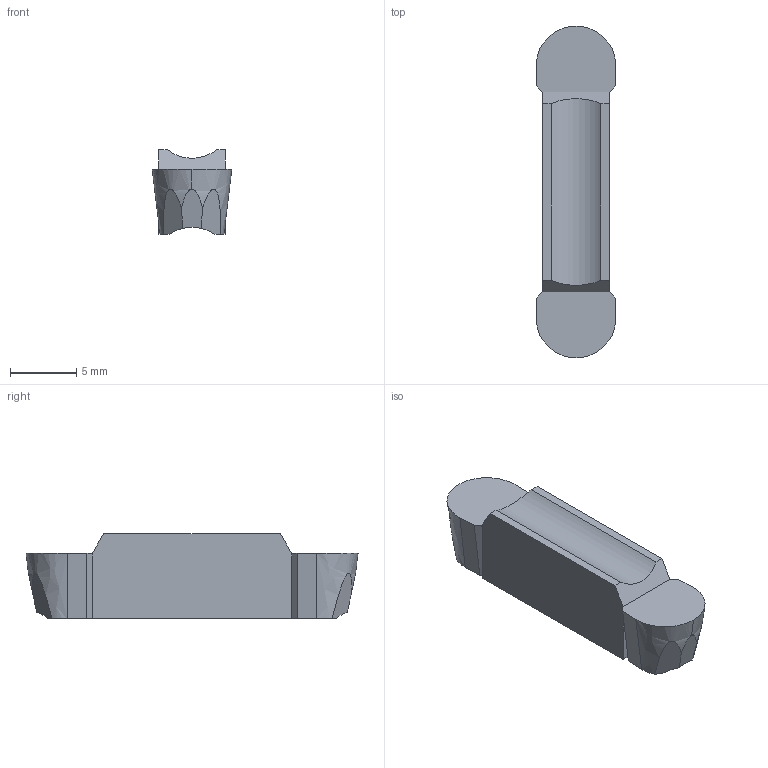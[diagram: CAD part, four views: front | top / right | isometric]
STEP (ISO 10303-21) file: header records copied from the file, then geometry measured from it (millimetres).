
FILE_DESCRIPTION(('CATIA V5 STEP','CAx-IF Rec.Pracs.--- Model Styling and Organization---1.2---2011-12-15'),'2;1');
FILE_NAME('TDIT 6.00E-3.00.stp','2017-06-14T02:43:56+00:00',('none'),('none'),'CATIA Version 5 Release 21 SP 5 (IN-10)','CATIA V5 STEP AP214','none');
FILE_SCHEMA(('AUTOMOTIVE_DESIGN { 1 0 10303 214 1 1 1 1 }'));
Length unit declared in the file: millimetre
Products named in the file (1): TDIT 6.00E-3.00
Bounding box: 6 x 25 x 6.4 mm (x, y, z)
Volume: 633.3 mm3; surface area: 570.1 mm2
Topology: 1 solids, 1 shells, 38 faces, 123 edges, 88 vertices
Faces by surface type: plane 28, bspline 8, cylinder 2
Entity records: 1677 total; most frequent: CARTESIAN_POINT 681, ORIENTED_EDGE 224, DIRECTION 139, EDGE_CURVE 112, VECTOR 85, LINE 85, VERTEX_POINT 76, ADVANCED_FACE 38
